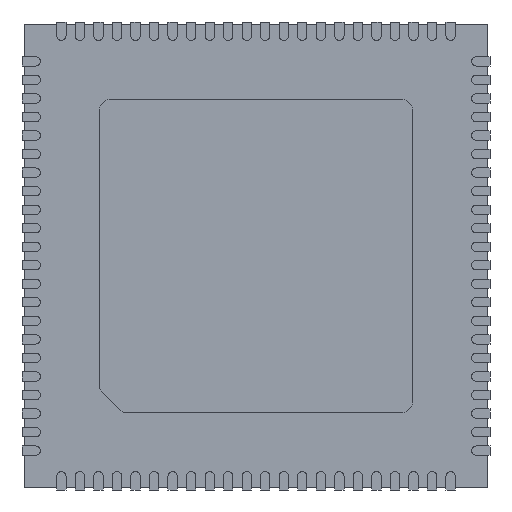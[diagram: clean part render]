
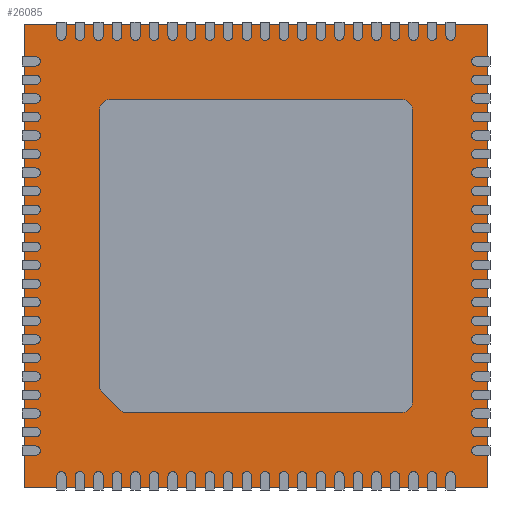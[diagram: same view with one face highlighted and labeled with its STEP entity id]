
A CAD part, front view. The second image highlights one B-rep face of the part: STEP entity #26085.
In plain terms, the highlighted planar face has unit normal (0, -1, 0).
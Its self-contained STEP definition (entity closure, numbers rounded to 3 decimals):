
#25928 = CARTESIAN_POINT ( 'NONE',  ( 5., 0.05, -5. ) ) ;
#25929 = VERTEX_POINT ( 'NONE', #25928 ) ;
#25930 = CARTESIAN_POINT ( 'NONE',  ( -5., 0.05, -5. ) ) ;
#25931 = VERTEX_POINT ( 'NONE', #25930 ) ;
#25932 = CARTESIAN_POINT ( 'NONE',  ( -5., 0.05, -5. ) ) ;
#25933 = DIRECTION ( 'NONE',  ( -1., 0., 0. ) ) ;
#25934 = VECTOR ( 'NONE', #25933, 1000. ) ;
#25935 = LINE ( 'NONE', #25932, #25934 ) ;
#25936 = EDGE_CURVE ( 'NONE', #25929, #25931, #25935, .T. ) ;
#25968 = CARTESIAN_POINT ( 'NONE',  ( -5., 0.05, 5. ) ) ;
#25969 = VERTEX_POINT ( 'NONE', #25968 ) ;
#25970 = CARTESIAN_POINT ( 'NONE',  ( -5., 0.05, 5. ) ) ;
#25971 = DIRECTION ( 'NONE',  ( 0., 0., 1. ) ) ;
#25972 = VECTOR ( 'NONE', #25971, 1000. ) ;
#25973 = LINE ( 'NONE', #25970, #25972 ) ;
#25974 = EDGE_CURVE ( 'NONE', #25931, #25969, #25973, .T. ) ;
#25999 = CARTESIAN_POINT ( 'NONE',  ( 5., 0.05, 5. ) ) ;
#26000 = VERTEX_POINT ( 'NONE', #25999 ) ;
#26001 = CARTESIAN_POINT ( 'NONE',  ( -5., 0.05, 5. ) ) ;
#26002 = DIRECTION ( 'NONE',  ( 1., 0., 0. ) ) ;
#26003 = VECTOR ( 'NONE', #26002, 1000. ) ;
#26004 = LINE ( 'NONE', #26001, #26003 ) ;
#26005 = EDGE_CURVE ( 'NONE', #25969, #26000, #26004, .T. ) ;
#26030 = CARTESIAN_POINT ( 'NONE',  ( 5., 0.05, 5. ) ) ;
#26031 = DIRECTION ( 'NONE',  ( 0., 0., -1. ) ) ;
#26032 = VECTOR ( 'NONE', #26031, 1000. ) ;
#26033 = LINE ( 'NONE', #26030, #26032 ) ;
#26034 = EDGE_CURVE ( 'NONE', #26000, #25929, #26033, .T. ) ;
#26074 = ORIENTED_EDGE ( 'NONE', *, *, #25936, .F. ) ;
#26075 = ORIENTED_EDGE ( 'NONE', *, *, #26034, .F. ) ;
#26076 = ORIENTED_EDGE ( 'NONE', *, *, #26005, .F. ) ;
#26077 = ORIENTED_EDGE ( 'NONE', *, *, #25974, .F. ) ;
#26078 = EDGE_LOOP ( 'NONE', ( #26074, #26075, #26076, #26077 ) ) ;
#26079 = FACE_OUTER_BOUND ( 'NONE', #26078, .T. ) ;
#26080 = CARTESIAN_POINT ( 'NONE',  ( 0., 0.05, 0. ) ) ;
#26081 = DIRECTION ( 'NONE',  ( 0., 1., 0. ) ) ;
#26082 = DIRECTION ( 'NONE',  ( -1., 0., 0. ) ) ;
#26083 = AXIS2_PLACEMENT_3D ( 'NONE', #26080, #26081, #26082 ) ;
#26084 = PLANE ( 'NONE', #26083 ) ;
#26085 = ADVANCED_FACE ( 'NONE', ( #26079 ), #26084, .F. ) ;
